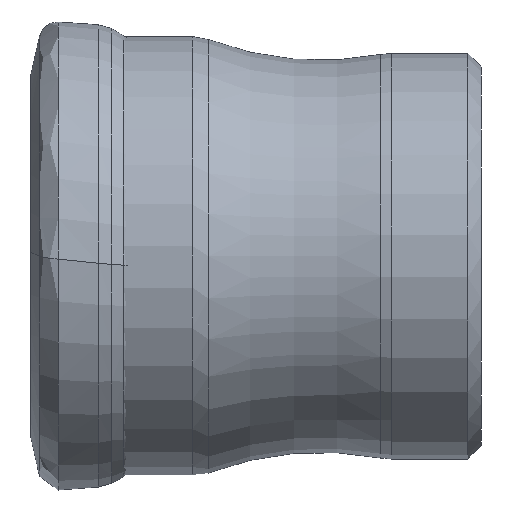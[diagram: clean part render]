
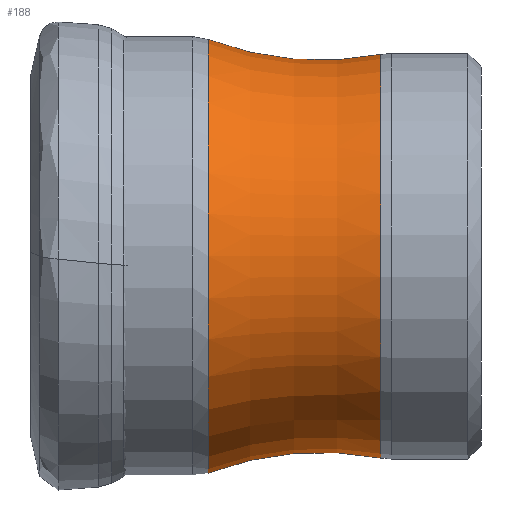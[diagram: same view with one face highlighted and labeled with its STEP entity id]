
A CAD part, front view. The second image highlights one B-rep face of the part: STEP entity #188.
In plain terms, the highlighted toroidal (fillet/blend) face has major radius 56.75 mm and minor radius 35 mm.
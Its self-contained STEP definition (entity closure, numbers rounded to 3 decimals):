
#173=TOROIDAL_SURFACE('',#711,56.75,35.);
#188=ADVANCED_FACE('',(#256,#257),#173,.F.);
#256=FACE_BOUND('',#294,.T.);
#257=FACE_BOUND('',#295,.T.);
#294=EDGE_LOOP('',(#364));
#295=EDGE_LOOP('',(#365));
#364=ORIENTED_EDGE('',*,*,#566,.F.);
#365=ORIENTED_EDGE('',*,*,#567,.T.);
#516=VERTEX_POINT('',#996);
#517=VERTEX_POINT('',#999);
#566=EDGE_CURVE('',#516,#516,#646,.T.);
#567=EDGE_CURVE('',#517,#517,#647,.T.);
#646=CIRCLE('',#708,24.047);
#647=CIRCLE('',#710,22.39);
#708=AXIS2_PLACEMENT_3D('',#995,#800,#801);
#710=AXIS2_PLACEMENT_3D('',#998,#804,#805);
#711=AXIS2_PLACEMENT_3D('',#1000,#806,#807);
#800=DIRECTION('',(-1.,0.,0.));
#801=DIRECTION('',(0.,0.,1.));
#804=DIRECTION('',(-1.,0.,0.));
#805=DIRECTION('',(0.,0.,1.));
#806=DIRECTION('',(-1.,0.,0.));
#807=DIRECTION('',(0.,0.,1.));
#995=CARTESIAN_POINT('',(19.724,0.,0.));
#996=CARTESIAN_POINT('',(19.724,0.,24.047));
#998=CARTESIAN_POINT('',(38.858,0.,0.));
#999=CARTESIAN_POINT('',(38.858,0.,22.39));
#1000=CARTESIAN_POINT('',(32.194,0.,0.));
